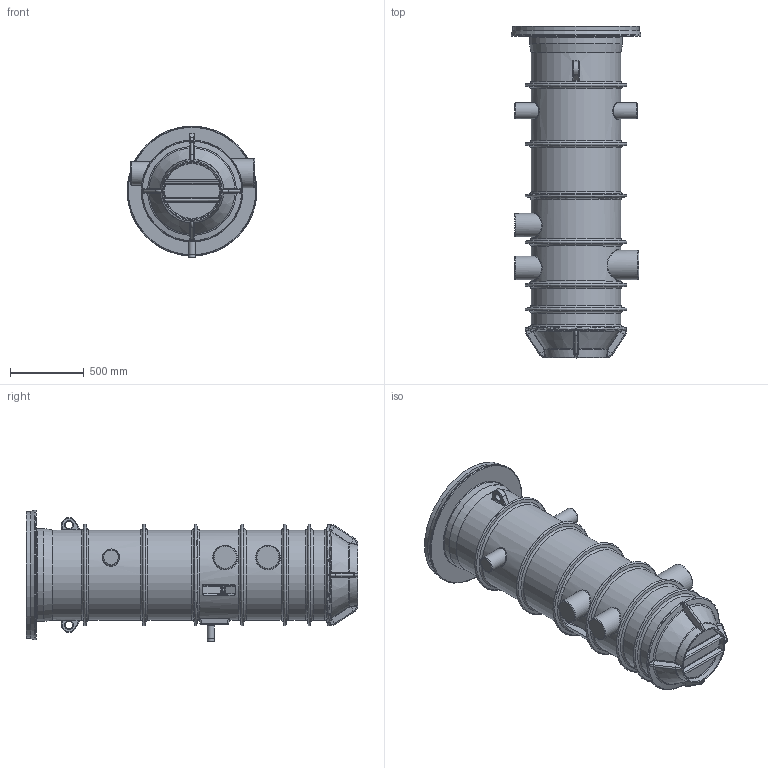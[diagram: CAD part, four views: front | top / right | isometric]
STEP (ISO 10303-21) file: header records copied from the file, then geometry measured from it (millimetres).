
FILE_DESCRIPTION(/* description */ (''),/* implementation_level */ '2;1');
FILE_NAME(/* name */ '2544152c3d001_02.stp',/* time_stamp */ '2023-08-28T11:34:27+02:00',/* author */ (''),/* organization */ ('WILO SE'),/* preprocessor_version */ 'ST-DEVELOPER v16.7',/* originating_system */ 'SIEMENS PLM Software NX 12.0',/* authorisation */ '');
FILE_SCHEMA (('AUTOMOTIVE_DESIGN { 1 0 10303 214 3 1 1 1 }'));
Products named in the file (1): Hild087011143dqx
Bounding box: 880 x 2250 x 893.29 mm (x, y, z)
Volume: 51567606.5 mm3; surface area: 12962523.9 mm2
Topology: 29 solids, 29 shells, 1871 faces, 4476 edges, 2643 vertices
Faces by surface type: plane 595, cylinder 479, bspline 398, cone 185, torus 112, sphere 66, revolution 36
Full cylindrical faces by diameter (mm): 6.2 x2, 8.376 x2, 8.4 x3, 9 x2, 10 x1, 10.5 x4, 20 x1, 22 x1, 24 x2, 26 x1, 30 x4, 30.291 x1, 38 x2, 40 x1, 42.3 x2, 44.845 x1, 47.8 x1, 47.803 x4, 48.3 x3, 50 x2, 55 x1, 56 x1, 57 x1, 59 x1, 62 x1, 66 x2, 74.5 x1, 80 x1, 93 x2, 95 x1
Entity records: 70737 total; most frequent: CARTESIAN_POINT 30186, ORIENTED_EDGE 8220, DIRECTION 7976, EDGE_CURVE 4110, AXIS2_PLACEMENT_3D 3180, VERTEX_POINT 2566, EDGE_LOOP 2200, ADVANCED_FACE 1870
